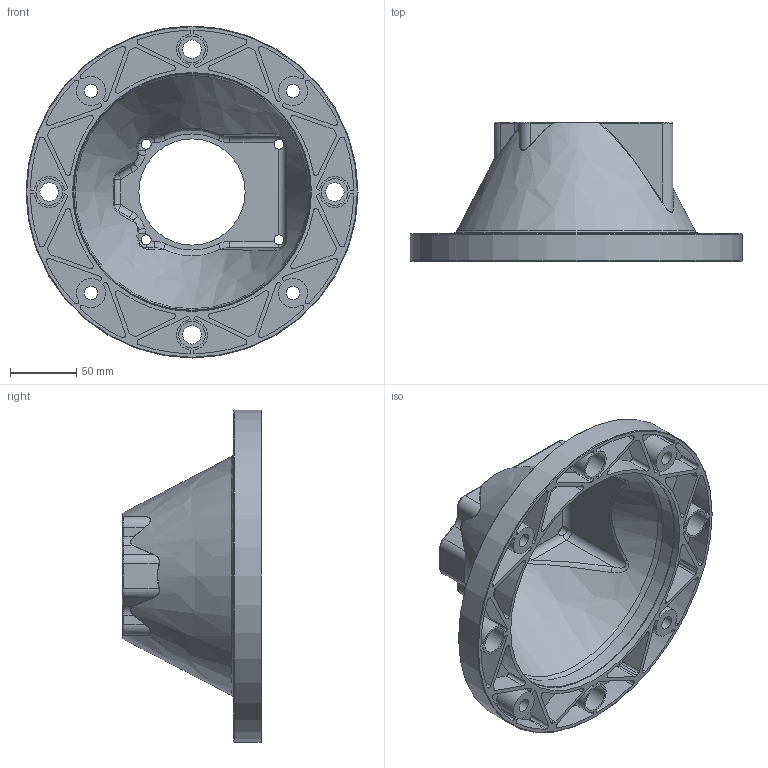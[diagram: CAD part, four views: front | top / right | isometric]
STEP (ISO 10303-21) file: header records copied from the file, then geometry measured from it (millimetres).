
FILE_DESCRIPTION(('STEP AP203'),'2;1');
FILE_NAME('LBS23.stp','2005-07-21T17:21:07',(''),(''),'9.0.0','THINKDESIGN','');
FILE_SCHEMA(('CONFIG_CONTROL_DESIGN'));
Length unit declared in the file: millimetre
Bounding box: 250 x 105 x 250 mm (x, y, z)
Volume: 356770.1 mm3; surface area: 228024.3 mm2
Topology: 1 solids, 1 shells, 392 faces, 1045 edges, 678 vertices
Faces by surface type: cylinder 198, plane 117, bspline 77
Full cylindrical faces by diameter (mm): 7.5 x4, 10.25 x4, 14 x4, 20 x4, 80 x1, 180 x1, 183 x1, 250 x1
Entity records: 18188 total; most frequent: CARTESIAN_POINT 8392, ORIENTED_EDGE 2058, DIRECTION 2033, EDGE_CURVE 1029, AXIS2_PLACEMENT_3D 808, VERTEX_POINT 670, CIRCLE 497, EDGE_LOOP 441
